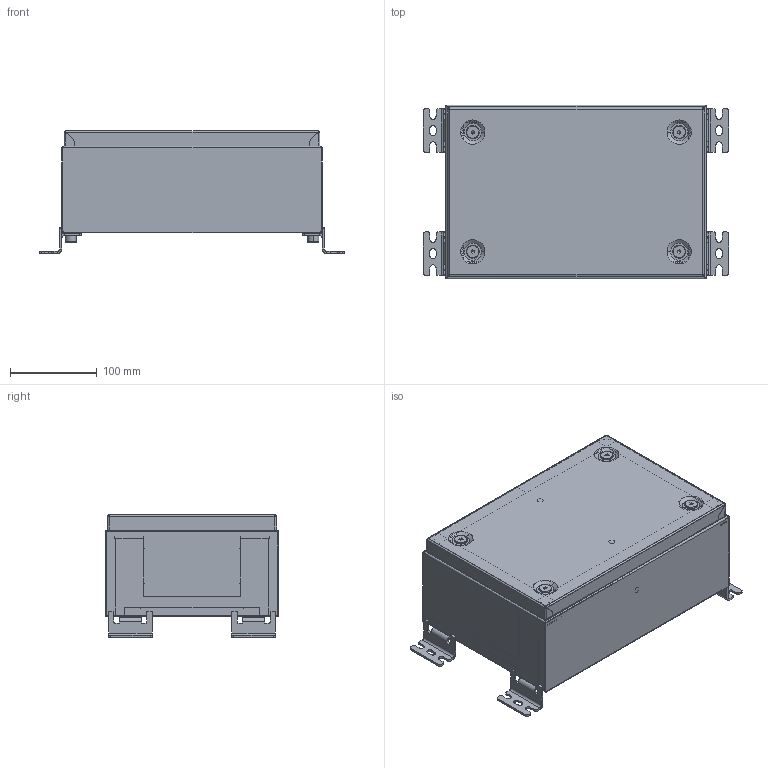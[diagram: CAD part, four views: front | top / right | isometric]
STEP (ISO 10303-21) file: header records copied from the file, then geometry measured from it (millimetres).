
FILE_DESCRIPTION (( 'STEP AP214' ), '1' );
FILE_NAME ('ÊÒ.313.212 Êëåììíàÿ êîðîáêà W300H200D120.STEP', '2024-04-23T11:27:08', ( '' ), ( '' ), 'SwSTEP 2.0', 'SolidWorks 2021', '' );
FILE_SCHEMA (( 'AUTOMOTIVE_DESIGN' ));
Length unit declared in the file: millimetre
Products named in the file (15): ÊÒ.313.212.10.01 Êîðïóñ øêàôà W300H200D120; 室.313.212.10.02 署赅 W300D120; Øïèëüêà ïðèâàðíàÿ Ì6õ16; 471.100 Íàñòåííîå êðåïëåíèå; 室.313.212.10.02 署赅 蚜 W300D120.SLDPRT; Âèíò Ì6õ25 ìåáåëüíûé; Çàêëåïêà ðåçüáîâàÿ Ì8 øåñòèãðàííàÿ ñ óìåíüøåííûì áîðòîì; ÊÒ.313.212 Êëåììíàÿ êîðîáêà W300H200D120; 妈眚 DIN 912-󋔊0-Zn; Ãàñêåòèíã W300H200; ÊÒ.313.212.20.01 Êðûøêà äâåðíàÿ W300H200; Çàêëåïêà ðåçüáîâàÿ Ì6 øåñòèãðàííàÿ ñ óìåíüøåííûì áîðòîì; ÊÒ.313.212.10.03 Ðàìà ìîíòàæíîé ïàíåëè; ÊÒ.313.212.20.00 ÑÁ Êðûøêà Ïåðåäíÿÿ; ÊÒ.313.212.10.00 ÑÁ Êàðêàñ øêàôà
Assembly tree (33 placements, depth 4):
  ÊÒ.313.212 Êëåììíàÿ êîðîáêà W300H200D120
    ÊÒ.313.212.10.00 ÑÁ Êàðêàñ øêàôà
      ÊÒ.313.212.10.01 Êîðïóñ øêàôà W300H200D120
      ÊÒ.313.212.10.03 Ðàìà ìîíòàæíîé ïàíåëè  x2
      室.313.212.10.02 署赅 蚜 W300D120.SLDPRT  x2
        室.313.212.10.02 署赅 W300D120
        Øïèëüêà ïðèâàðíàÿ Ì6õ16
    ÊÒ.313.212.20.00 ÑÁ Êðûøêà Ïåðåäíÿÿ
      ÊÒ.313.212.20.01 Êðûøêà äâåðíàÿ W300H200
      Ãàñêåòèíã W300H200
      Øïèëüêà ïðèâàðíàÿ Ì6õ16  x2
    471.100 Íàñòåííîå êðåïëåíèå  x4
    妈眚 DIN 912-󋔊0-Zn  x4
    Âèíò Ì6õ25 ìåáåëüíûé  x4
    Çàêëåïêà ðåçüáîâàÿ Ì6 øåñòèãðàííàÿ ñ óìåíüøåííûì áîðòîì  x4
    Çàêëåïêà ðåçüáîâàÿ Ì8 øåñòèãðàííàÿ ñ óìåíüøåííûì áîðòîì  x4
Bounding box: 352 x 200 x 141.6 mm (x, y, z)
Volume: 422351.3 mm3; surface area: 656144.4 mm2
Topology: 31 solids, 31 shells, 1595 faces, 4019 edges, 2504 vertices
Faces by surface type: plane 717, cylinder 694, cone 128, bspline 28, torus 28
Entity records: 26026 total; most frequent: CARTESIAN_POINT 10730, ORIENTED_EDGE 3104, DIRECTION 2999, EDGE_CURVE 1552, AXIS2_PLACEMENT_3D 1020, VERTEX_POINT 962, VECTOR 959, LINE 959
